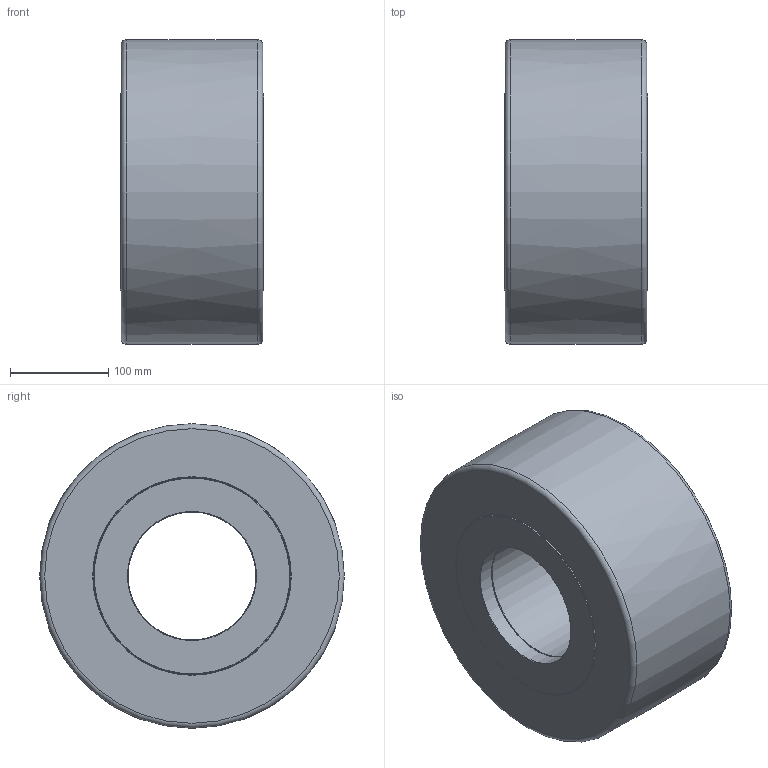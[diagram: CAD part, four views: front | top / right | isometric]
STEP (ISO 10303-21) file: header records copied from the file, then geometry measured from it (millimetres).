
FILE_DESCRIPTION(/* description */ ('-'),/* implementation_level */ '2;1');
FILE_NAME(/* name */ 'SR 130.310.stp',/* time_stamp */ '2022-07-22T09:50:46+02:00',/* author */ ('hipp'),/* organization */ (''),/* preprocessor_version */ 'ST-DEVELOPER v18.1',/* originating_system */ 'Autodesk Inventor 2020',/* authorisation */ '');
FILE_SCHEMA (('AUTOMOTIVE_DESIGN { 1 0 10303 214 3 1 1 }'));
Length unit declared in the file: millimetre
Products named in the file (1): SR 130.310_Kontur
Bounding box: 146 x 310 x 309.98 mm (x, y, z)
Volume: 8384149.3 mm3; surface area: 818209.2 mm2
Topology: 44 solids, 44 shells, 245 faces, 542 edges, 388 vertices
Faces by surface type: plane 92, torus 82, cylinder 52, cone 18, bspline 1
Full cylindrical faces by diameter (mm): 8 x1, 30 x40, 130 x1, 130.3 x2, 166 x1, 200 x2, 201 x3, 226 x2
Entity records: 7537 total; most frequent: DIRECTION 1495, CARTESIAN_POINT 1270, ORIENTED_EDGE 1084, AXIS2_PLACEMENT_3D 712, EDGE_CURVE 542, CIRCLE 467, VERTEX_POINT 388, STYLED_ITEM 289
